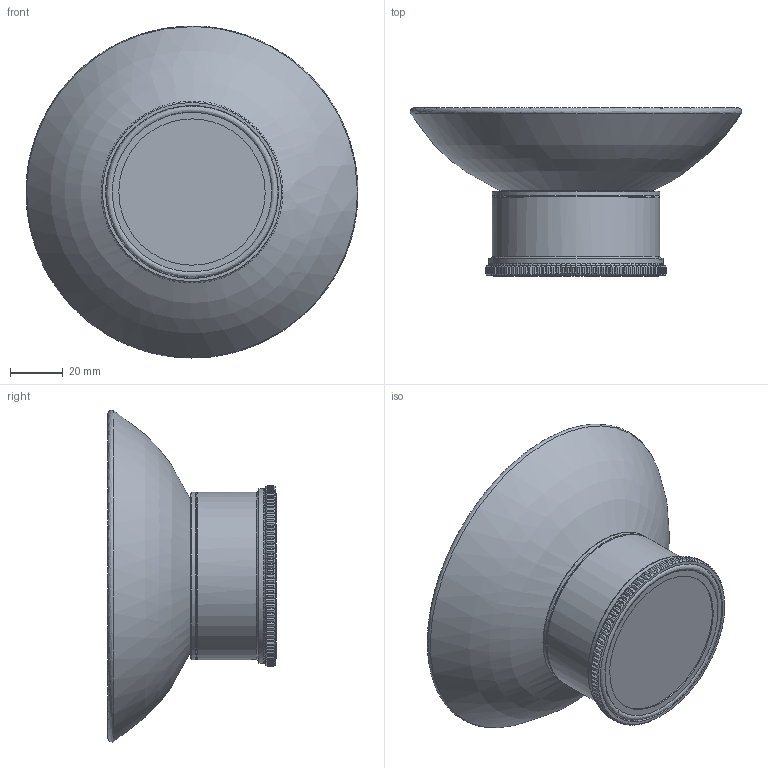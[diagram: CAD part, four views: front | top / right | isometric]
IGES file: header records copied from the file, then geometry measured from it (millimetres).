
Global section: file name: N6664; native system: Autodesk Inventor 2014; preprocessor: unknown; author: adaniels; date: 20140320.105418; units: millimetre
Bounding box: 125.96 x 63.83 x 125.97 mm (x, y, z)
Volume: 90763.9 mm3; surface area: 73136.9 mm2
Topology: 4 solids, 4 shells, 745 faces, 1667 edges, 939 vertices
Faces by surface type: bspline 745
